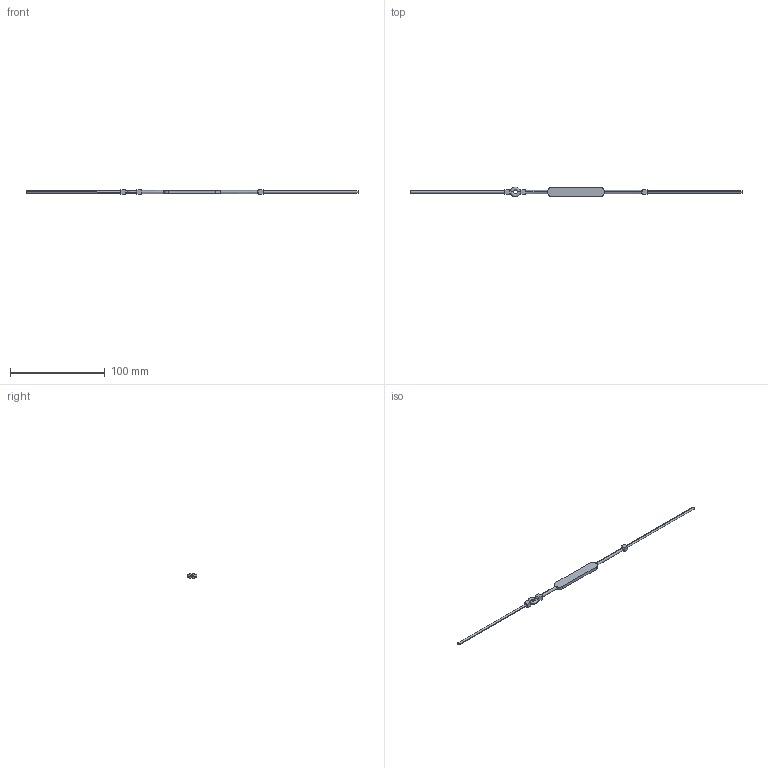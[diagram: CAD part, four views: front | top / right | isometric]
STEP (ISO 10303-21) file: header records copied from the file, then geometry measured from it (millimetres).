
FILE_DESCRIPTION(('STEP AP214'),'1');
FILE_NAME('HALDERN_EH_22400_0970.stp','2017-11-08T12:42:38',('TraceParts'),('TraceParts S.A.'),'Spatial InterOp 3D',' ',' ');
FILE_SCHEMA(('automotive_design'));
Length unit declared in the file: millimetre
Products named in the file (1): HALDERN_EH_22400_0970
Bounding box: 350 x 10.17 x 5 mm (x, y, z)
Volume: 3919 mm3; surface area: 4403.8 mm2
Topology: 1 solids, 1 shells, 49 faces, 116 edges, 70 vertices
Faces by surface type: plane 33, cylinder 12, torus 4
Entity records: 2024 total; most frequent: CARTESIAN_POINT 494, ORIENTED_EDGE 232, DIRECTION 228, EDGE_CURVE 116, AXIS2_PLACEMENT_3D 82, VERTEX_POINT 70, LINE 64, VECTOR 64
